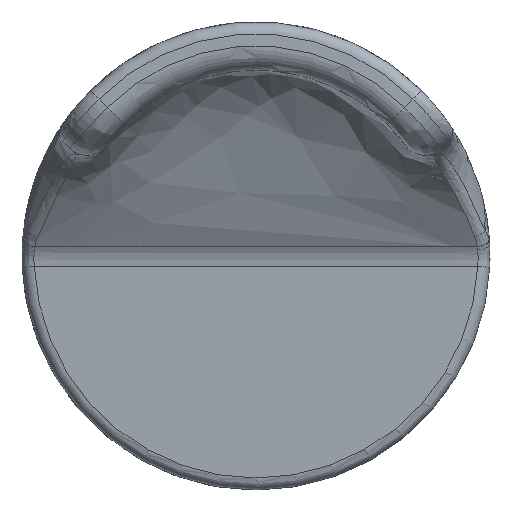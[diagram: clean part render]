
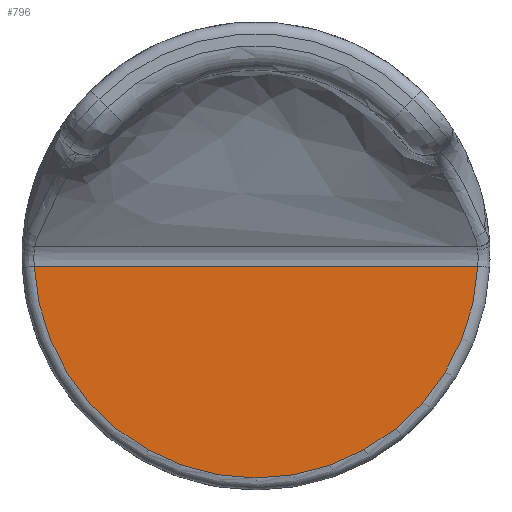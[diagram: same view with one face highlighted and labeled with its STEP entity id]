
A CAD part, front view. The second image highlights one B-rep face of the part: STEP entity #796.
In plain terms, the highlighted planar face has unit normal (0, -1, 0).
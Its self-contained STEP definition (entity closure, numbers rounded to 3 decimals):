
#47=PLANE('',#873);
#77=FACE_OUTER_BOUND('',#127,.T.);
#127=EDGE_LOOP('',(#625,#626));
#168=CIRCLE('',#860,18.5);
#284=B_SPLINE_CURVE_WITH_KNOTS('',3,(#2231,#2232,#2233,#2234,#2235,#2236,
#2237,#2238),.UNSPECIFIED.,.F.,.F.,(4,2,2,4),(-3.769,-3.541,
-0.264,-0.073),.UNSPECIFIED.);
#332=VERTEX_POINT('',#1619);
#333=VERTEX_POINT('',#1621);
#419=EDGE_CURVE('',#332,#333,#168,.T.);
#453=EDGE_CURVE('',#333,#332,#284,.T.);
#625=ORIENTED_EDGE('',*,*,#419,.F.);
#626=ORIENTED_EDGE('',*,*,#453,.F.);
#796=ADVANCED_FACE('',(#77),#47,.F.);
#860=AXIS2_PLACEMENT_3D('',#1622,#966,#967);
#873=AXIS2_PLACEMENT_3D('',#2239,#993,#994);
#966=DIRECTION('center_axis',(0.,1.,0.));
#967=DIRECTION('ref_axis',(0.,0.,-1.));
#993=DIRECTION('center_axis',(0.,1.,0.));
#994=DIRECTION('ref_axis',(1.,0.,0.));
#1619=CARTESIAN_POINT('',(18.479,30.,-0.888));
#1621=CARTESIAN_POINT('',(-18.479,30.,-0.889));
#1622=CARTESIAN_POINT('Origin',(0.,30.,0.));
#2231=CARTESIAN_POINT('Ctrl Pts',(-18.479,30.,-0.889));
#2232=CARTESIAN_POINT('Ctrl Pts',(-17.717,30.,-0.899));
#2233=CARTESIAN_POINT('Ctrl Pts',(-16.955,30.,-0.906));
#2234=CARTESIAN_POINT('Ctrl Pts',(-5.273,30.,-0.967));
#2235=CARTESIAN_POINT('Ctrl Pts',(5.648,30.,-0.917));
#2236=CARTESIAN_POINT('Ctrl Pts',(17.205,30.,-0.892));
#2237=CARTESIAN_POINT('Ctrl Pts',(17.842,30.,-0.893));
#2238=CARTESIAN_POINT('Ctrl Pts',(18.479,30.,-0.888));
#2239=CARTESIAN_POINT('Origin',(0.,30.,0.));
